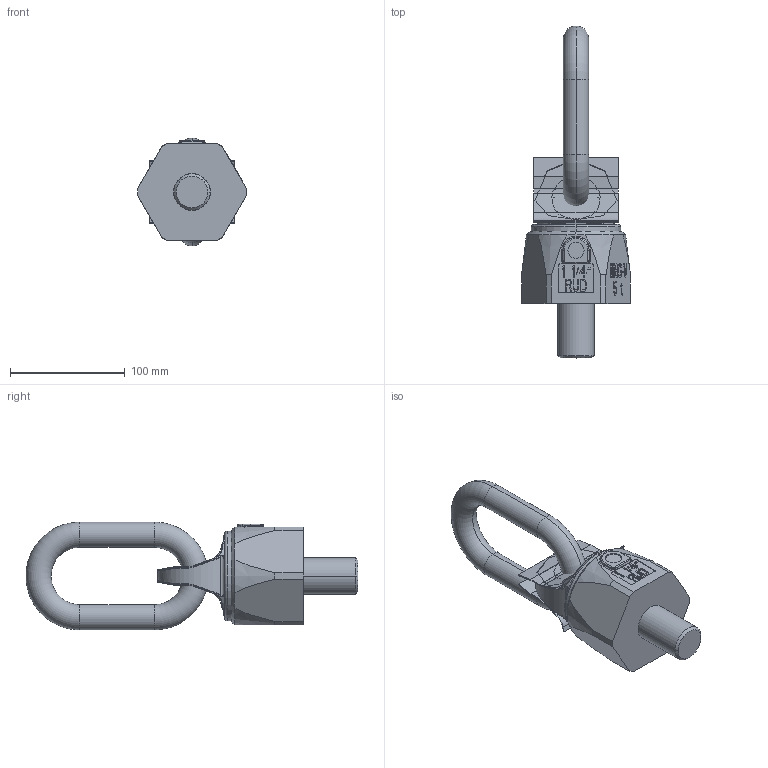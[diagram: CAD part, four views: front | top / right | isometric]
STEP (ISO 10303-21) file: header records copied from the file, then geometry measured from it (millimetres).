
FILE_DESCRIPTION((''),'2;1');
FILE_NAME('001-M31713-P-7_ASM','2005-01-11T',('jakubetz'),(''),'PRO/ENGINEER BY PARAMETRIC TECHNOLOGY CORPORATION, 2001400','PRO/ENGINEER BY PARAMETRIC TECHNOLOGY CORPORATION, 2001400','');
FILE_SCHEMA(('CONFIG_CONTROL_DESIGN'));
Length unit declared in the file: millimetre
Products named in the file (5): 001-M31713-P-7; 001-M31713-P-8; 001-M31713-P-2; 001-M31713-P-3; 001-M31713-P-7_ASM
Assembly tree (4 placements, depth 2):
  001-M31713-P-7_ASM
    001-M31713-P-7
    001-M31713-P-8
    001-M31713-P-2
    001-M31713-P-3
Bounding box: 95 x 289.36 x 94 mm (x, y, z)
Volume: 625831.3 mm3; surface area: 121158.5 mm2
Topology: 4 solids, 8 shells, 613 faces, 1622 edges, 1044 vertices
Faces by surface type: plane 414, cylinder 80, bspline 64, torus 28, cone 23, sphere 4
Entity records: 21858 total; most frequent: CARTESIAN_POINT 7119, ORIENTED_EDGE 3188, DIRECTION 2732, EDGE_CURVE 1622, VECTOR 1174, LINE 1174, VERTEX_POINT 1044, AXIS2_PLACEMENT_3D 779
